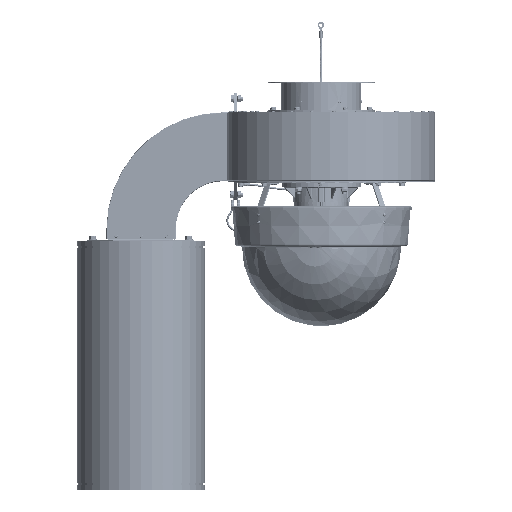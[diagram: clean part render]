
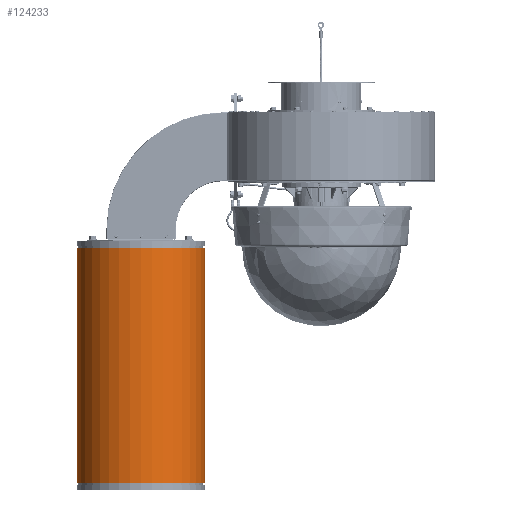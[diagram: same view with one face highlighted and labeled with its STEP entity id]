
A CAD part, front view. The second image highlights one B-rep face of the part: STEP entity #124233.
In plain terms, the highlighted cylindrical face has radius 128.75 mm (diameter 257.5 mm), a full revolution.
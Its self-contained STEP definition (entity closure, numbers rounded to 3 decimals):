
#7906=LINE('',#185504,#17385);
#17385=VECTOR('',#149637,128.75);
#26074=CYLINDRICAL_SURFACE('',#133474,128.75);
#28569=FACE_OUTER_BOUND('',#36299,.T.);
#36299=EDGE_LOOP('',(#83606,#83607,#83608,#83609,#83610,#83611));
#44679=CIRCLE('',#133472,128.75);
#44680=CIRCLE('',#133473,128.75);
#44681=CIRCLE('',#133475,128.75);
#44682=CIRCLE('',#133476,128.75);
#50129=VERTEX_POINT('',#185497);
#50130=VERTEX_POINT('',#185499);
#50131=VERTEX_POINT('',#185503);
#50132=VERTEX_POINT('',#185505);
#62808=EDGE_CURVE('',#50129,#50130,#44679,.T.);
#62809=EDGE_CURVE('',#50130,#50129,#44680,.T.);
#62810=EDGE_CURVE('',#50130,#50131,#7906,.T.);
#62811=EDGE_CURVE('',#50131,#50132,#44681,.T.);
#62812=EDGE_CURVE('',#50132,#50131,#44682,.T.);
#83606=ORIENTED_EDGE('',*,*,#62808,.F.);
#83607=ORIENTED_EDGE('',*,*,#62809,.F.);
#83608=ORIENTED_EDGE('',*,*,#62810,.T.);
#83609=ORIENTED_EDGE('',*,*,#62811,.T.);
#83610=ORIENTED_EDGE('',*,*,#62812,.T.);
#83611=ORIENTED_EDGE('',*,*,#62810,.F.);
#124233=ADVANCED_FACE('',(#28569),#26074,.T.);
#133472=AXIS2_PLACEMENT_3D('',#185500,#149631,#149632);
#133473=AXIS2_PLACEMENT_3D('',#185501,#149633,#149634);
#133474=AXIS2_PLACEMENT_3D('',#185502,#149635,#149636);
#133475=AXIS2_PLACEMENT_3D('',#185506,#149638,#149639);
#133476=AXIS2_PLACEMENT_3D('',#185507,#149640,#149641);
#149631=DIRECTION('center_axis',(0.,0.,
1.));
#149632=DIRECTION('ref_axis',(-1.,0.,0.));
#149633=DIRECTION('center_axis',(0.,0.,
1.));
#149634=DIRECTION('ref_axis',(-1.,0.,0.));
#149635=DIRECTION('center_axis',(0.,0.,
1.));
#149636=DIRECTION('ref_axis',(-1.,0.,0.));
#149637=DIRECTION('',(0.,0.,-1.));
#149638=DIRECTION('center_axis',(0.,0.,
1.));
#149639=DIRECTION('ref_axis',(-1.,0.,0.));
#149640=DIRECTION('center_axis',(0.,0.,
1.));
#149641=DIRECTION('ref_axis',(-1.,0.,0.));
#185497=CARTESIAN_POINT('',(-363.4,318.95,-133.9));
#185499=CARTESIAN_POINT('',(-234.65,190.2,-133.9));
#185500=CARTESIAN_POINT('Origin',(-363.4,190.2,-133.9));
#185501=CARTESIAN_POINT('Origin',(-363.4,190.2,-133.9));
#185502=CARTESIAN_POINT('Origin',(-363.4,190.2,-369.65));
#185503=CARTESIAN_POINT('',(-234.65,190.2,-605.4));
#185504=CARTESIAN_POINT('',(-234.65,190.2,-369.65));
#185505=CARTESIAN_POINT('',(-363.4,318.95,-605.4));
#185506=CARTESIAN_POINT('Origin',(-363.4,190.2,-605.4));
#185507=CARTESIAN_POINT('Origin',(-363.4,190.2,-605.4));
